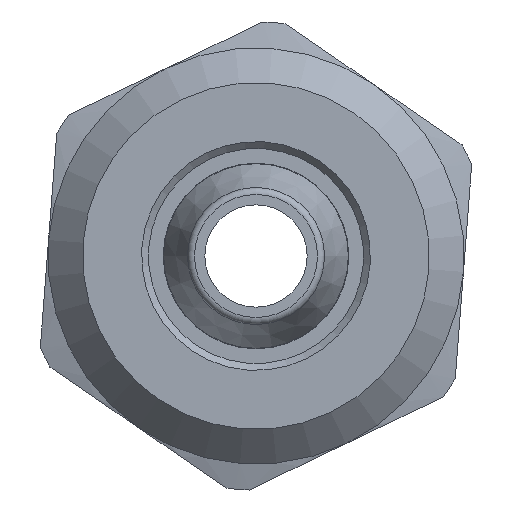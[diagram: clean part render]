
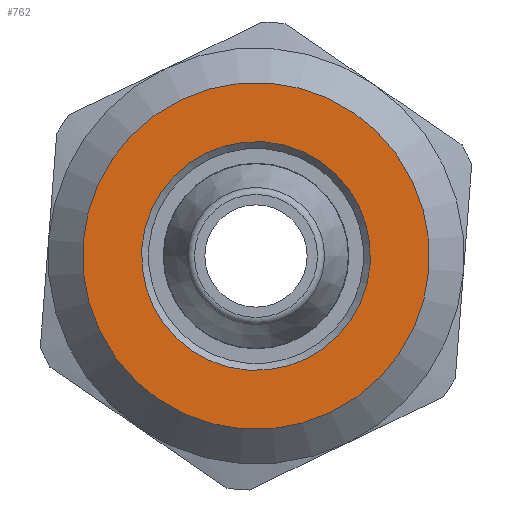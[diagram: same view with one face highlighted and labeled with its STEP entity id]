
A CAD part, left-side view. The second image highlights one B-rep face of the part: STEP entity #762.
In plain terms, the highlighted planar face has unit normal (-1, 0, 0).
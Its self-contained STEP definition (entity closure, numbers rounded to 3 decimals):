
#720=CARTESIAN_POINT('',(0.,5.,0.));
#721=VERTEX_POINT('',#720);
#722=CARTESIAN_POINT('',(0.,0.,0.0));
#723=DIRECTION('',(1.0,0.0,0.0));
#724=DIRECTION('',(0.0,-1.0,0.0));
#725=AXIS2_PLACEMENT_3D('',#722,#723,#724);
#726=CIRCLE('',#725,5.);
#727=EDGE_CURVE('',#721,#721,#726,.T.);
#743=CARTESIAN_POINT('',(0.0,4.55,0.0));
#744=DIRECTION('',(-1.0,0.0,0.0));
#745=DIRECTION('',(0.0,0.0,1.0));
#746=AXIS2_PLACEMENT_3D('',#743,#744,#745);
#747=PLANE('',#746);
#748=ORIENTED_EDGE('',*,*,#727,.F.);
#749=EDGE_LOOP('',(#748));
#750=FACE_OUTER_BOUND('',#749,.T.);
#751=CARTESIAN_POINT('',(0.,3.3,0.));
#752=VERTEX_POINT('',#751);
#753=CARTESIAN_POINT('',(0.,0.,0.0));
#754=DIRECTION('',(-1.0,0.0,0.0));
#755=DIRECTION('',(0.0,-1.0,0.0));
#756=AXIS2_PLACEMENT_3D('',#753,#754,#755);
#757=CIRCLE('',#756,3.3);
#758=EDGE_CURVE('',#752,#752,#757,.T.);
#759=ORIENTED_EDGE('',*,*,#758,.F.);
#760=EDGE_LOOP('',(#759));
#761=FACE_BOUND('',#760,.T.);
#762=ADVANCED_FACE('',(#750,#761),#747,.T.);
